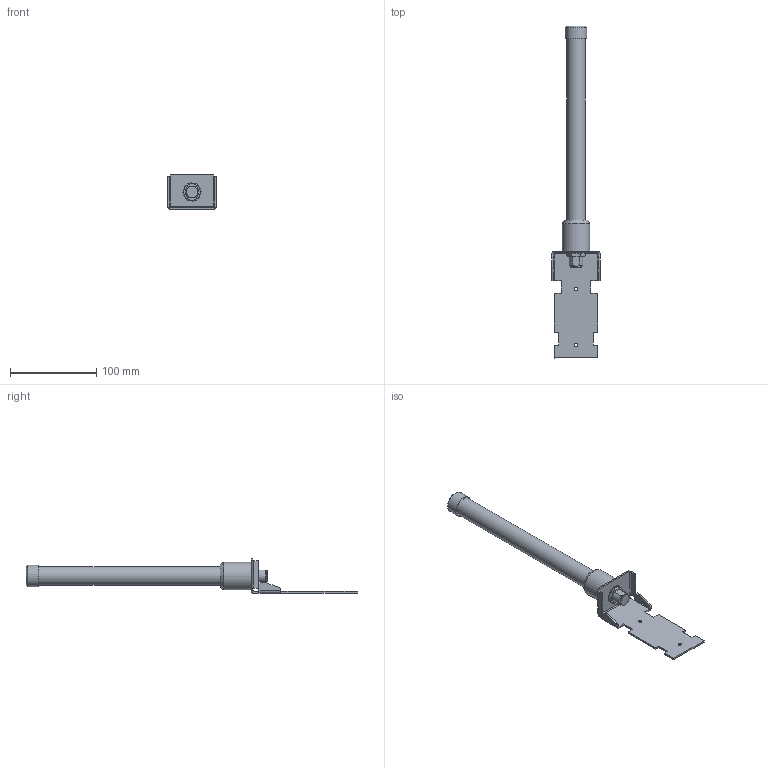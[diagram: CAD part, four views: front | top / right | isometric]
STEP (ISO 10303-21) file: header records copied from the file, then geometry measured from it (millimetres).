
FILE_DESCRIPTION (( 'STEP AP214' ), '1' );
FILE_NAME ('6GK57926MN000AA6_001_STEP.STEP', '2014-12-01T14:35:02', ( '' ), ( '' ), 'SwSTEP 2.0', 'SolidWorks 2014', '' );
FILE_SCHEMA (( 'AUTOMOTIVE_DESIGN' ));
Length unit declared in the file: millimetre
Products named in the file (2): Body; 6GK57926MN000AA6_001_STEP
Assembly tree (1 placements, depth 2):
  6GK57926MN000AA6_001_STEP
    Body
Bounding box: 56 x 385.6 x 40 mm (x, y, z)
Volume: 136706.5 mm3; surface area: 38734.4 mm2
Topology: 1 solids, 1 shells, 90 faces, 232 edges, 150 vertices
Faces by surface type: plane 60, cylinder 19, cone 11
Full cylindrical faces by diameter (mm): 3.85 x2, 13.5 x1, 21 x1, 22 x1, 25 x1, 32 x1
Entity records: 3788 total; most frequent: CARTESIAN_POINT 600, ORIENTED_EDGE 436, DIRECTION 432, EDGE_CURVE 218, VECTOR 148, LINE 148, VERTEX_POINT 146, AXIS2_PLACEMENT_3D 142
